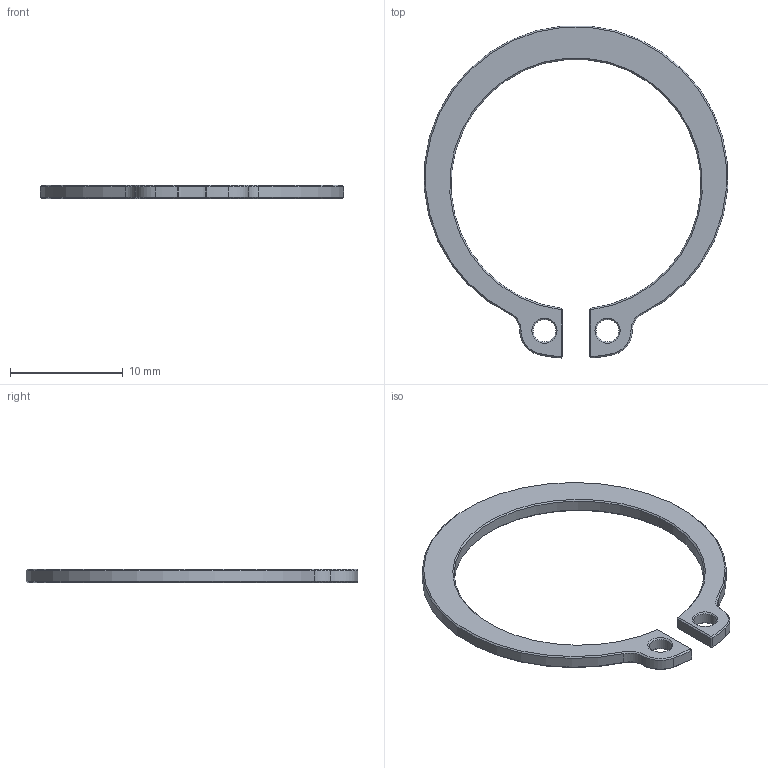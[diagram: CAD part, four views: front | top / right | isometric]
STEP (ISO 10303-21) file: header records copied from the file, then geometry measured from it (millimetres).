
FILE_DESCRIPTION(('FreeCAD Model'),'2;1');
FILE_NAME('DIN471_Form-A_24x1.2.step','2020-09-22T18:41:38',( 'Author'),(''),'Open CASCADE STEP processor 7.3','FreeCAD','Unknown' );
FILE_SCHEMA(('AUTOMOTIVE_DESIGN { 1 0 10303 214 1 1 1 1 }'));
Length unit declared in the file: millimetre
Products named in the file (1): DIN471_Form-A_24x1.2_001
Bounding box: 26.92 x 29.48 x 1.2 mm (x, y, z)
Volume: 230.6 mm3; surface area: 573.7 mm2
Topology: 1 solids, 1 shells, 50 faces, 104 edges, 56 vertices
Faces by surface type: cone 20, plane 19, cylinder 10, bspline 1
Full cylindrical faces by diameter (mm): 2 x2
Entity records: 1333 total; most frequent: DIRECTION 248, CARTESIAN_POINT 230, ORIENTED_EDGE 208, EDGE_CURVE 104, AXIS2_PLACEMENT_3D 98, VERTEX_POINT 56, FACE_BOUND 54, EDGE_LOOP 54
